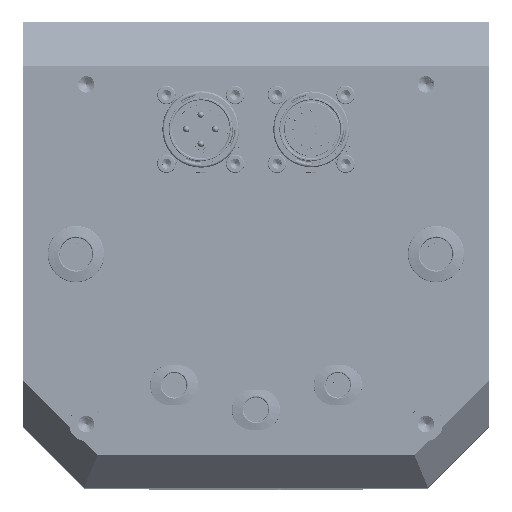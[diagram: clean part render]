
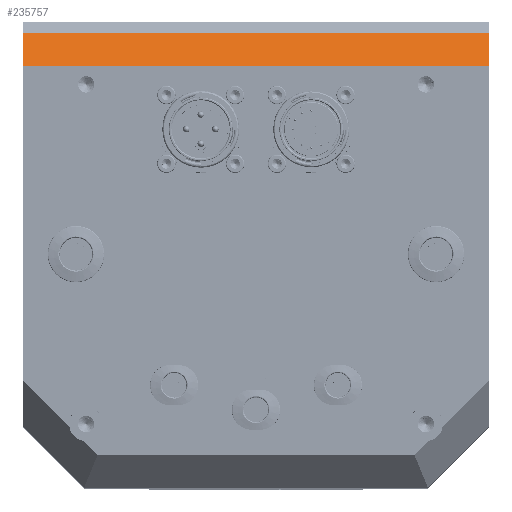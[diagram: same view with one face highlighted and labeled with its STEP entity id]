
A CAD part, top view. The second image highlights one B-rep face of the part: STEP entity #235757.
In plain terms, the highlighted planar face has unit normal (0, 0.707, 0.707).
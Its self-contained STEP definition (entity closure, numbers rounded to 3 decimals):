
#12762 = EDGE_CURVE ( 'NONE', #134670, #272117, #159330, .T. ) ;
#21438 = DIRECTION ( 'NONE',  ( 1., 0., 0. ) ) ;
#38433 = DIRECTION ( 'NONE',  ( -1., 0., 0. ) ) ;
#48128 = CARTESIAN_POINT ( 'NONE',  ( 0., 46., 360. ) ) ;
#54321 = DIRECTION ( 'NONE',  ( 0., 0.707, -0.707 ) ) ;
#91794 = LINE ( 'NONE', #268351, #316208 ) ;
#99226 = CARTESIAN_POINT ( 'NONE',  ( 57., 46., 360. ) ) ;
#103968 = VERTEX_POINT ( 'NONE', #300486 ) ;
#107868 = VECTOR ( 'NONE', #269247, 1000. ) ;
#109750 = EDGE_CURVE ( 'NONE', #197805, #134670, #91794, .T. ) ;
#110767 = AXIS2_PLACEMENT_3D ( 'NONE', #48128, #149953, #21438 ) ;
#134670 = VERTEX_POINT ( 'NONE', #202159 ) ;
#146715 = EDGE_CURVE ( 'NONE', #272117, #103968, #162906, .T. ) ;
#149953 = DIRECTION ( 'NONE',  ( 0., 0.707, 0.707 ) ) ;
#159330 = LINE ( 'NONE', #210860, #178444 ) ;
#159973 = CARTESIAN_POINT ( 'NONE',  ( -57., 54., 352. ) ) ;
#162906 = LINE ( 'NONE', #239352, #319449 ) ;
#166761 = PLANE ( 'NONE',  #110767 ) ;
#175757 = ORIENTED_EDGE ( 'NONE', *, *, #12762, .F. ) ;
#178444 = VECTOR ( 'NONE', #54321, 1000. ) ;
#197805 = VERTEX_POINT ( 'NONE', #99226 ) ;
#202159 = CARTESIAN_POINT ( 'NONE',  ( -57., 46., 360. ) ) ;
#210860 = CARTESIAN_POINT ( 'NONE',  ( -57., 46., 360. ) ) ;
#215996 = EDGE_CURVE ( 'NONE', #103968, #197805, #236413, .T. ) ;
#235757 = ADVANCED_FACE ( 'NONE', ( #293233 ), #166761, .T. ) ;
#236413 = LINE ( 'NONE', #244246, #107868 ) ;
#238464 = ORIENTED_EDGE ( 'NONE', *, *, #109750, .F. ) ;
#239352 = CARTESIAN_POINT ( 'NONE',  ( 57., 54., 352. ) ) ;
#244246 = CARTESIAN_POINT ( 'NONE',  ( 57., 46., 360. ) ) ;
#268351 = CARTESIAN_POINT ( 'NONE',  ( -57., 46., 360. ) ) ;
#269247 = DIRECTION ( 'NONE',  ( 0., -0.707, 0.707 ) ) ;
#272117 = VERTEX_POINT ( 'NONE', #159973 ) ;
#288295 = ORIENTED_EDGE ( 'NONE', *, *, #215996, .F. ) ;
#293233 = FACE_OUTER_BOUND ( 'NONE', #303173, .T. ) ;
#294321 = DIRECTION ( 'NONE',  ( 1., 0., 0. ) ) ;
#300486 = CARTESIAN_POINT ( 'NONE',  ( 57., 54., 352. ) ) ;
#303173 = EDGE_LOOP ( 'NONE', ( #288295, #322062, #175757, #238464 ) ) ;
#316208 = VECTOR ( 'NONE', #38433, 1000. ) ;
#319449 = VECTOR ( 'NONE', #294321, 1000. ) ;
#322062 = ORIENTED_EDGE ( 'NONE', *, *, #146715, .F. ) ;
